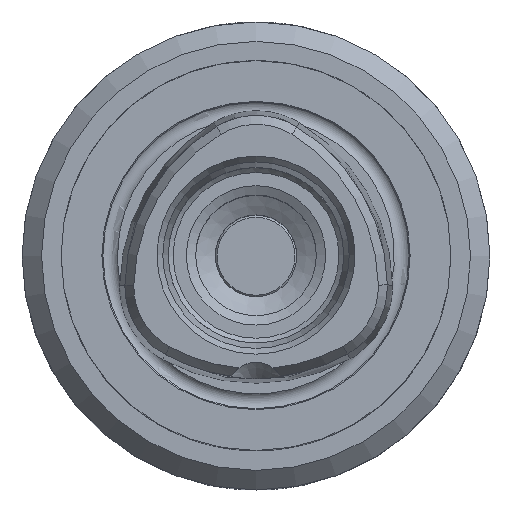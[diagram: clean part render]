
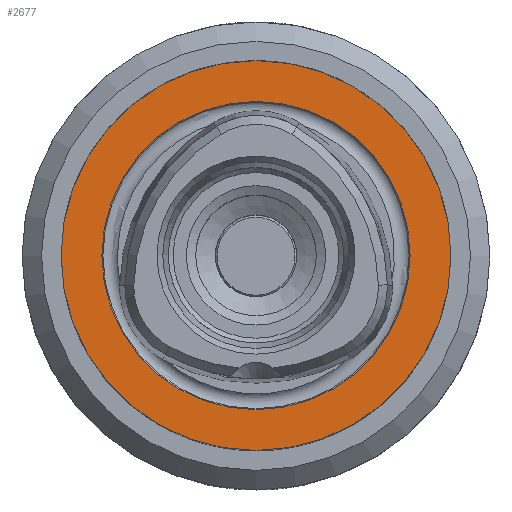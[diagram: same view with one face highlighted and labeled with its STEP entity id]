
A CAD part, top view. The second image highlights one B-rep face of the part: STEP entity #2677.
In plain terms, the highlighted planar face has unit normal (0, 0, 1).
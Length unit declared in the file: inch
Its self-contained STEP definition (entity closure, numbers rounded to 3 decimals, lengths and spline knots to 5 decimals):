
#40=FACE_BOUND('',#499,.T.);
#193=PLANE('',#3006);
#339=FACE_OUTER_BOUND('',#498,.T.);
#498=EDGE_LOOP('',(#2340));
#499=EDGE_LOOP('',(#2341));
#629=CIRCLE('',#2933,0.7874);
#655=CIRCLE('',#3002,0.62261);
#1174=VERTEX_POINT('',#4878);
#1213=VERTEX_POINT('',#5036);
#1520=EDGE_CURVE('',#1174,#1174,#629,.T.);
#1589=EDGE_CURVE('',#1213,#1213,#655,.T.);
#2340=ORIENTED_EDGE('',*,*,#1520,.T.);
#2341=ORIENTED_EDGE('',*,*,#1589,.T.);
#2677=ADVANCED_FACE('',(#339,#40),#193,.T.);
#2933=AXIS2_PLACEMENT_3D('',#4880,#3604,#3605);
#3002=AXIS2_PLACEMENT_3D('',#5038,#3774,#3775);
#3006=AXIS2_PLACEMENT_3D('',#5042,#3782,#3783);
#3604=DIRECTION('center_axis',(0.,0.,
1.));
#3605=DIRECTION('ref_axis',(1.,0.,0.));
#3774=DIRECTION('center_axis',(0.,0.,
-1.));
#3775=DIRECTION('ref_axis',(0.,1.,0.));
#3782=DIRECTION('center_axis',(0.,0.,
1.));
#3783=DIRECTION('ref_axis',(1.,0.,0.));
#4878=CARTESIAN_POINT('',(-1.03974,0.17652,0.61818));
#4880=CARTESIAN_POINT('Origin',(-0.25234,0.17652,0.61818));
#5036=CARTESIAN_POINT('',(-0.25234,-0.44609,0.61818));
#5038=CARTESIAN_POINT('Origin',(-0.25234,0.17652,0.61818));
#5042=CARTESIAN_POINT('Origin',(-0.25234,0.17652,0.61818));
